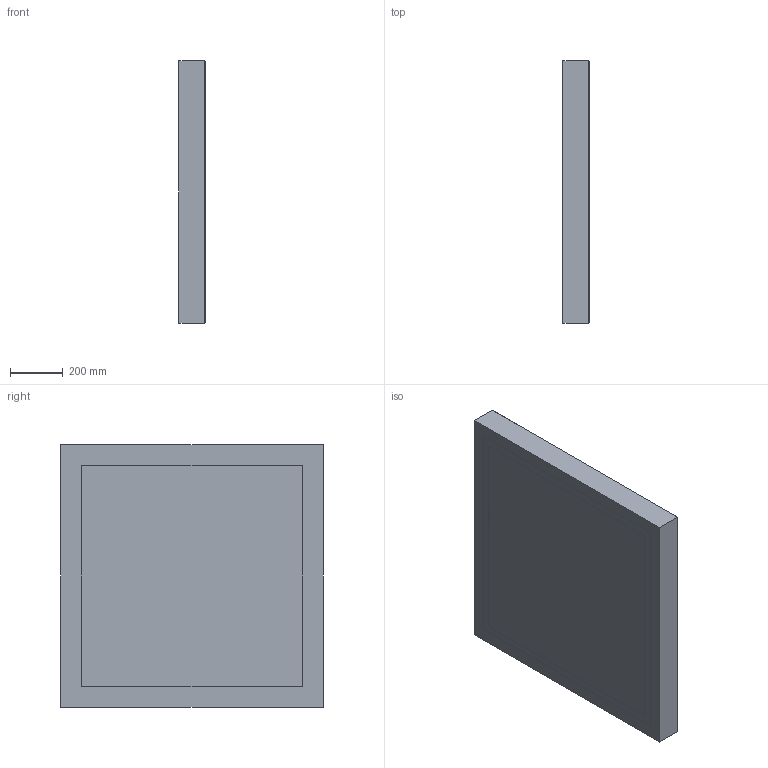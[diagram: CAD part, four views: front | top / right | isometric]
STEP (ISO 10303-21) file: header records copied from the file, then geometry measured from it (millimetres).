
FILE_DESCRIPTION(/* description */ (''),/* implementation_level */ '2;1');
FILE_NAME(/* name */ 'Altrove_pareteSoffitto_3D',/* time_stamp */ '2012-03-14T16:32:30+01:00',/* author */ (''),/* organization */ (''),/* preprocessor_version */ 'ST-DEVELOPER v10',/* originating_system */ '',/* authorisation */ '');
FILE_SCHEMA (('CONFIG_CONTROL_DESIGN'));
Length unit declared in the file: centimetre
Products named in the file (1): 1
Bounding box: 99.5 x 999 x 999 mm (x, y, z)
Volume: 2325600 mm3; surface area: 5050775 mm2
Topology: 2 solids, 5 shells, 86 faces, 220 edges, 116 vertices
Faces by surface type: plane 50, bspline 36
Entity records: 2320 total; most frequent: CARTESIAN_POINT 932, ORIENTED_EDGE 362, EDGE_CURVE 220, B_SPLINE_CURVE_WITH_KNOTS 171, VERTEX_POINT 116, EDGE_LOOP 87, ADVANCED_FACE 86, FACE_OUTER_BOUND 86
